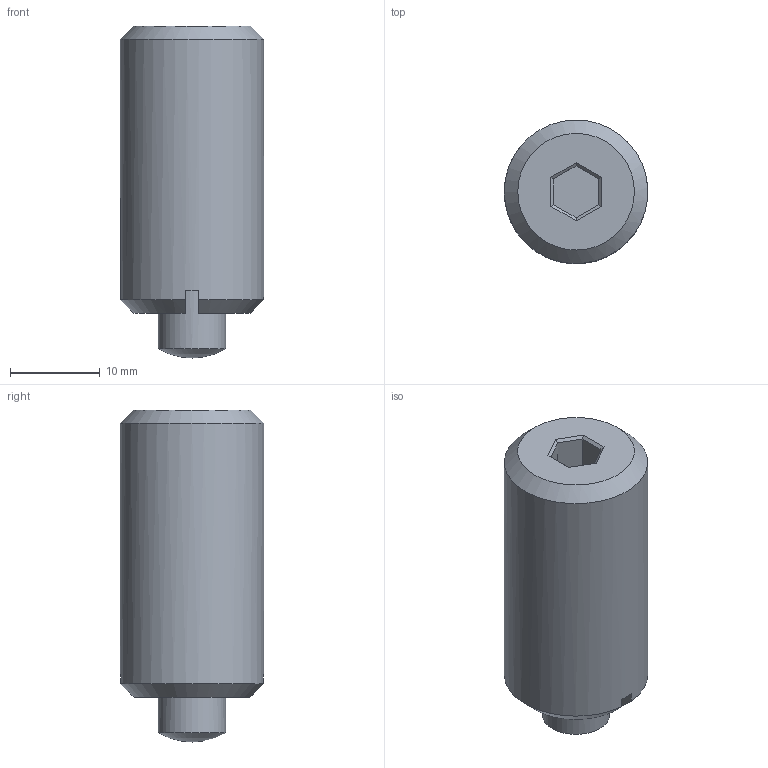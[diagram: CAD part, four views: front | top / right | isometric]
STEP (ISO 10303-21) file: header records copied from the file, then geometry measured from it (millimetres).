
FILE_DESCRIPTION( ( 'Unknown' ), '1' );
FILE_NAME( '7747840_APT_32_I.stp', 'Unknown', ( 'Unknown' ), ( 'Unknown' ), 'PSStep 14.0', 'Unknown', ' ' );
FILE_SCHEMA( ( 'AUTOMOTIVE_DESIGN { 1 0 10303 214 1 1 1 1 }' ) );
Length unit declared in the file: millimetre
Products named in the file (1): 1
Bounding box: 15.98 x 15.99 x 37 mm (x, y, z)
Volume: 6389.5 mm3; surface area: 2138.5 mm2
Topology: 1 solids, 1 shells, 28 faces, 71 edges, 45 vertices
Faces by surface type: plane 22, cone 3, cylinder 2, sphere 1
Full cylindrical faces by diameter (mm): 7.5 x1, 16 x1
Entity records: 1020 total; most frequent: CARTESIAN_POINT 145, DIRECTION 130, ORIENTED_EDGE 126, EDGE_CURVE 63, LINE 46, VECTOR 46, AXIS2_PLACEMENT_3D 42, VERTEX_POINT 41
